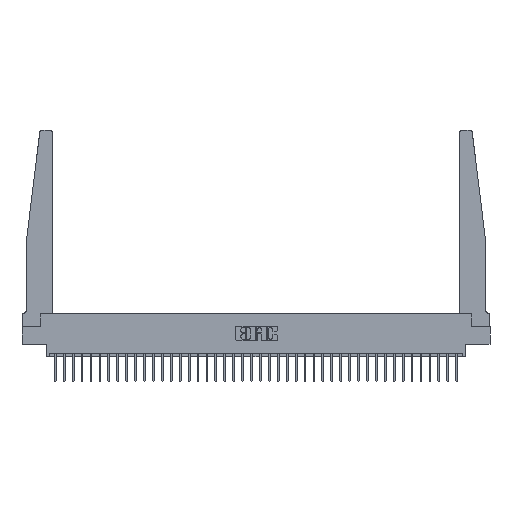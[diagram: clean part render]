
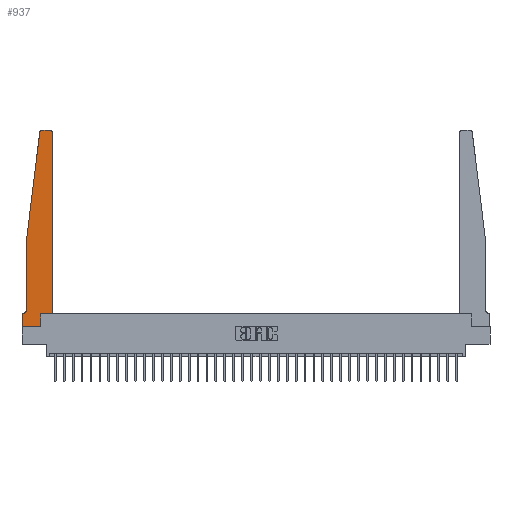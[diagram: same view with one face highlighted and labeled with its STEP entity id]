
A CAD part, top view. The second image highlights one B-rep face of the part: STEP entity #937.
In plain terms, the highlighted planar face has unit normal (0, 0, 1).
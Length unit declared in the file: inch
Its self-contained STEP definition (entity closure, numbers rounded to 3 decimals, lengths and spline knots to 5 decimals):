
#198 = EDGE_CURVE ( 'NONE', #22991, #1875, #281, .T. ) ;
#281 = LINE ( 'NONE', #22536, #13655 ) ;
#898 = CARTESIAN_POINT ( 'NONE',  ( 0.425, 0.18, 0.37 ) ) ;
#918 = DIRECTION ( 'NONE',  ( -1., 0., 0. ) ) ;
#937 = ADVANCED_FACE ( 'NONE', ( #17779 ), #28055, .T. ) ;
#1025 = VERTEX_POINT ( 'NONE', #12511 ) ;
#1238 = EDGE_CURVE ( 'NONE', #33823, #19498, #10221, .T. ) ;
#1702 = DIRECTION ( 'NONE',  ( 0., -1., 0. ) ) ;
#1875 = VERTEX_POINT ( 'NONE', #26482 ) ;
#2214 = VERTEX_POINT ( 'NONE', #33522 ) ;
#3115 = VECTOR ( 'NONE', #32102, 39.37008 ) ;
#3190 = CARTESIAN_POINT ( 'NONE',  ( 0.065, 1.25, 0.37 ) ) ;
#3260 = EDGE_CURVE ( 'NONE', #34093, #26586, #28902, .T. ) ;
#3308 = LINE ( 'NONE', #30939, #15836 ) ;
#3712 = AXIS2_PLACEMENT_3D ( 'NONE', #21533, #5551, #24225 ) ;
#4896 = ORIENTED_EDGE ( 'NONE', *, *, #21919, .T. ) ;
#5551 = DIRECTION ( 'NONE',  ( 0., 0., -1. ) ) ;
#6001 = CARTESIAN_POINT ( 'NONE',  ( 0.395, 2.72, 0.37 ) ) ;
#6324 = CIRCLE ( 'NONE', #3712, 0.05 ) ;
#6806 = VECTOR ( 'NONE', #14000, 39.37008 ) ;
#7252 = ORIENTED_EDGE ( 'NONE', *, *, #28467, .T. ) ;
#7389 = ORIENTED_EDGE ( 'NONE', *, *, #32901, .T. ) ;
#7548 = VERTEX_POINT ( 'NONE', #12159 ) ;
#7974 = ORIENTED_EDGE ( 'NONE', *, *, #20130, .T. ) ;
#8145 = CARTESIAN_POINT ( 'NONE',  ( 0.25, 2.75, 0.37 ) ) ;
#8202 = CARTESIAN_POINT ( 'NONE',  ( 0., 0., 0.37 ) ) ;
#8702 = DIRECTION ( 'NONE',  ( 1., 0., 0. ) ) ;
#8849 = CIRCLE ( 'NONE', #17205, 0.03 ) ;
#9037 = LINE ( 'NONE', #33972, #29435 ) ;
#9053 = ORIENTED_EDGE ( 'NONE', *, *, #1238, .T. ) ;
#10221 = LINE ( 'NONE', #8145, #3115 ) ;
#10266 = LINE ( 'NONE', #8202, #12792 ) ;
#10329 = CARTESIAN_POINT ( 'NONE',  ( 0.395, 2.75, 0.37 ) ) ;
#10479 = CARTESIAN_POINT ( 'NONE',  ( 0.425, 0.18, 0.37 ) ) ;
#10906 = DIRECTION ( 'NONE',  ( 1., 0., 0. ) ) ;
#11137 = EDGE_CURVE ( 'NONE', #19498, #32289, #24837, .T. ) ;
#11395 = VECTOR ( 'NONE', #26377, 39.37008 ) ;
#12159 = CARTESIAN_POINT ( 'NONE',  ( 0.425, 2.72, 0.37 ) ) ;
#12511 = CARTESIAN_POINT ( 'NONE',  ( 0.015, 0.1875, 0.37 ) ) ;
#12647 = CARTESIAN_POINT ( 'NONE',  ( 0.27653, 2.72, 0.37 ) ) ;
#12792 = VECTOR ( 'NONE', #10906, 39.37008 ) ;
#13655 = VECTOR ( 'NONE', #28823, 39.37008 ) ;
#14000 = DIRECTION ( 'NONE',  ( 0., -1., 0. ) ) ;
#14034 = ORIENTED_EDGE ( 'NONE', *, *, #11137, .T. ) ;
#14120 = CARTESIAN_POINT ( 'NONE',  ( 0.065, 0.2375, 0.37 ) ) ;
#14481 = VECTOR ( 'NONE', #918, 39.37008 ) ;
#14840 = DIRECTION ( 'NONE',  ( 1., 0., 0. ) ) ;
#14943 = CARTESIAN_POINT ( 'NONE',  ( 0., 0.1875, 0.37 ) ) ;
#15091 = ORIENTED_EDGE ( 'NONE', *, *, #28572, .T. ) ;
#15329 = DIRECTION ( 'NONE',  ( 1., 0., 0. ) ) ;
#15821 = CARTESIAN_POINT ( 'NONE',  ( 0.2605, 0., 0.37 ) ) ;
#15836 = VECTOR ( 'NONE', #1702, 39.37008 ) ;
#16675 = CARTESIAN_POINT ( 'NONE',  ( 0.065, 1.25, 0.37 ) ) ;
#16780 = ORIENTED_EDGE ( 'NONE', *, *, #27404, .T. ) ;
#17205 = AXIS2_PLACEMENT_3D ( 'NONE', #6001, #24661, #8702 ) ;
#17334 = CARTESIAN_POINT ( 'NONE',  ( 0.065, 1.25, 0.37 ) ) ;
#17570 = ORIENTED_EDGE ( 'NONE', *, *, #24326, .T. ) ;
#17779 = FACE_OUTER_BOUND ( 'NONE', #33659, .T. ) ;
#18314 = EDGE_CURVE ( 'NONE', #22093, #2214, #3308, .T. ) ;
#18455 = CARTESIAN_POINT ( 'NONE',  ( 0.27653, 2.75, 0.37 ) ) ;
#19498 = VERTEX_POINT ( 'NONE', #18455 ) ;
#20130 = EDGE_CURVE ( 'NONE', #2214, #22991, #10266, .T. ) ;
#20440 = AXIS2_PLACEMENT_3D ( 'NONE', #12647, #31245, #15329 ) ;
#20969 = ORIENTED_EDGE ( 'NONE', *, *, #3260, .T. ) ;
#21526 = LINE ( 'NONE', #32817, #14481 ) ;
#21533 = CARTESIAN_POINT ( 'NONE',  ( 0.015, 0.2375, 0.37 ) ) ;
#21919 = EDGE_CURVE ( 'NONE', #1025, #22093, #21526, .T. ) ;
#22093 = VERTEX_POINT ( 'NONE', #14943 ) ;
#22536 = CARTESIAN_POINT ( 'NONE',  ( 0.2605, 0.18, 0.37 ) ) ;
#22991 = VERTEX_POINT ( 'NONE', #15821 ) ;
#24225 = DIRECTION ( 'NONE',  ( -1., 0., 0. ) ) ;
#24326 = EDGE_CURVE ( 'NONE', #26586, #1025, #6324, .T. ) ;
#24526 = ORIENTED_EDGE ( 'NONE', *, *, #198, .T. ) ;
#24661 = DIRECTION ( 'NONE',  ( 0., 0., 1. ) ) ;
#24837 = CIRCLE ( 'NONE', #20440, 0.03 ) ;
#25313 = DIRECTION ( 'NONE',  ( -0.122, -0.992, 0. ) ) ;
#25509 = LINE ( 'NONE', #10479, #11395 ) ;
#25898 = CARTESIAN_POINT ( 'NONE',  ( 0.24675, 2.72367, 0.37 ) ) ;
#26377 = DIRECTION ( 'NONE',  ( 1., 0., 0. ) ) ;
#26482 = CARTESIAN_POINT ( 'NONE',  ( 0.2605, 0.18, 0.37 ) ) ;
#26586 = VERTEX_POINT ( 'NONE', #14120 ) ;
#26605 = VERTEX_POINT ( 'NONE', #898 ) ;
#26917 = ORIENTED_EDGE ( 'NONE', *, *, #18314, .T. ) ;
#26983 = LINE ( 'NONE', #17334, #32388 ) ;
#27404 = EDGE_CURVE ( 'NONE', #32289, #34093, #26983, .T. ) ;
#28055 = PLANE ( 'NONE',  #33554 ) ;
#28467 = EDGE_CURVE ( 'NONE', #1875, #26605, #25509, .T. ) ;
#28572 = EDGE_CURVE ( 'NONE', #7548, #33823, #8849, .T. ) ;
#28651 = DIRECTION ( 'NONE',  ( 0., 1., 0. ) ) ;
#28823 = DIRECTION ( 'NONE',  ( 0., 1., 0. ) ) ;
#28902 = LINE ( 'NONE', #16675, #6806 ) ;
#29435 = VECTOR ( 'NONE', #28651, 39.37008 ) ;
#30783 = DIRECTION ( 'NONE',  ( 0., 0., 1. ) ) ;
#30939 = CARTESIAN_POINT ( 'NONE',  ( 0., 0., 0.37 ) ) ;
#31245 = DIRECTION ( 'NONE',  ( 0., 0., 1. ) ) ;
#32102 = DIRECTION ( 'NONE',  ( -1., 0., 0. ) ) ;
#32289 = VERTEX_POINT ( 'NONE', #25898 ) ;
#32388 = VECTOR ( 'NONE', #25313, 39.37008 ) ;
#32817 = CARTESIAN_POINT ( 'NONE',  ( 0.065, 0.1875, 0.37 ) ) ;
#32901 = EDGE_CURVE ( 'NONE', #26605, #7548, #9037, .T. ) ;
#33278 = CARTESIAN_POINT ( 'NONE',  ( 0., 0.1875, 0.37 ) ) ;
#33522 = CARTESIAN_POINT ( 'NONE',  ( 0., 0., 0.37 ) ) ;
#33554 = AXIS2_PLACEMENT_3D ( 'NONE', #33278, #30783, #14840 ) ;
#33659 = EDGE_LOOP ( 'NONE', ( #9053, #14034, #16780, #20969, #17570, #4896, #26917, #7974, #24526, #7252, #7389, #15091 ) ) ;
#33823 = VERTEX_POINT ( 'NONE', #10329 ) ;
#33972 = CARTESIAN_POINT ( 'NONE',  ( 0.425, 0.18, 0.37 ) ) ;
#34093 = VERTEX_POINT ( 'NONE', #3190 ) ;
